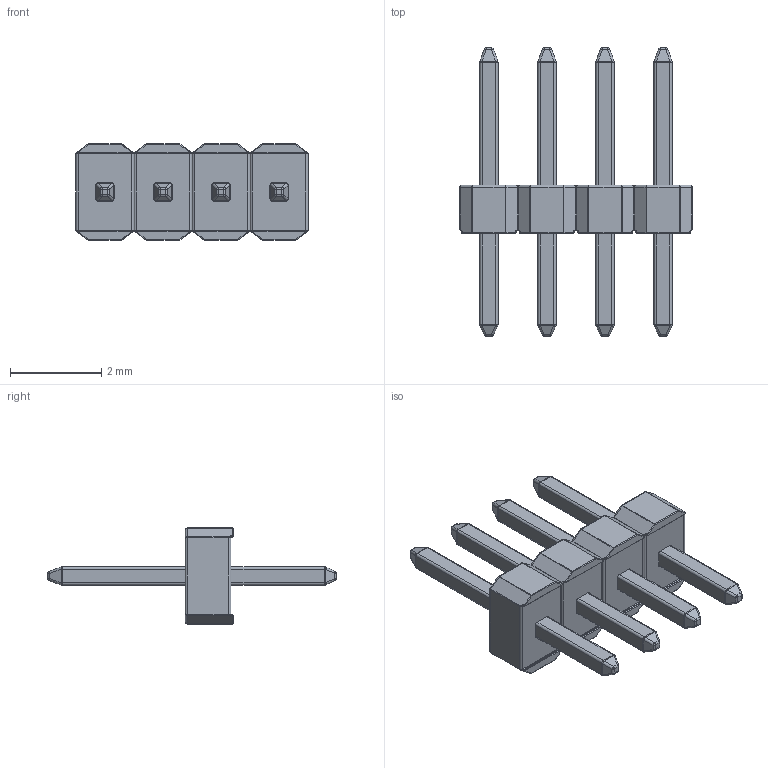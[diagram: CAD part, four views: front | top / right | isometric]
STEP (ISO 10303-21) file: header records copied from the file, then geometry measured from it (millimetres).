
FILE_DESCRIPTION (( 'STEP AP214' ), '1' );
FILE_NAME ('M50-3530442.STEP', '2018-01-16T17:06:20', ( '' ), ( '' ), 'SwSTEP 2.0', 'SolidWorks 2014', '' );
FILE_SCHEMA (( 'AUTOMOTIVE_DESIGN' ));
Length unit declared in the file: millimetre
Products named in the file (2): M50-3530442; M50-353-Pin
Assembly tree (4 placements, depth 2):
  M50-3530442
    M50-353-Pin  x4
Bounding box: 5.08 x 6.3 x 2.1 mm (x, y, z)
Volume: 13.5 mm3; surface area: 75.6 mm2
Topology: 4 solids, 4 shells, 568 faces, 1280 edges, 664 vertices
Faces by surface type: cylinder 256, plane 128, sphere 64, bspline 64, torus 56
Entity records: 5446 total; most frequent: CARTESIAN_POINT 1222, DIRECTION 646, ORIENTED_EDGE 608, EDGE_CURVE 304, AXIS2_PLACEMENT_3D 255, VERTEX_POINT 166, EDGE_LOOP 144, FACE_OUTER_BOUND 142
